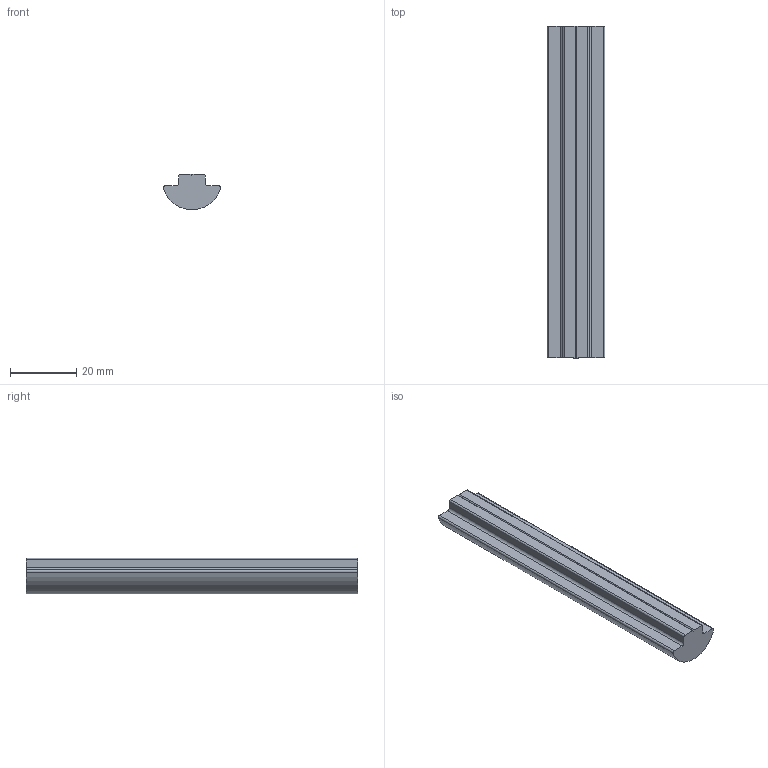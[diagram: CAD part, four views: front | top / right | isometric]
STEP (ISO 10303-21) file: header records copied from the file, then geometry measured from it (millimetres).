
FILE_DESCRIPTION (( 'STEP AP214' ), '1' );
FILE_NAME ('Visu_0_STEPAP214_025bb714-8317-48a1-b245-62587d7253fe.step', '2025-04-14T07:04:29', ( '' ), ( '' ), 'SwSTEP 2.0', 'SolidWorks 2025', '' );
FILE_SCHEMA (( 'AUTOMOTIVE_DESIGN' ));
Length unit declared in the file: millimetre
Products named in the file (1): Visu_0_STEPAP214_025bb714-8317-48a1-b245-62587d7253fe
Bounding box: 17.36 x 100 x 10.67 mm (x, y, z)
Volume: 12294.1 mm3; surface area: 5014.4 mm2
Topology: 1 solids, 1 shells, 17 faces, 45 edges, 30 vertices
Faces by surface type: plane 10, cylinder 7
Entity records: 556 total; most frequent: DIRECTION 95, CARTESIAN_POINT 93, ORIENTED_EDGE 90, EDGE_CURVE 45, AXIS2_PLACEMENT_3D 32, VECTOR 31, LINE 31, VERTEX_POINT 30
